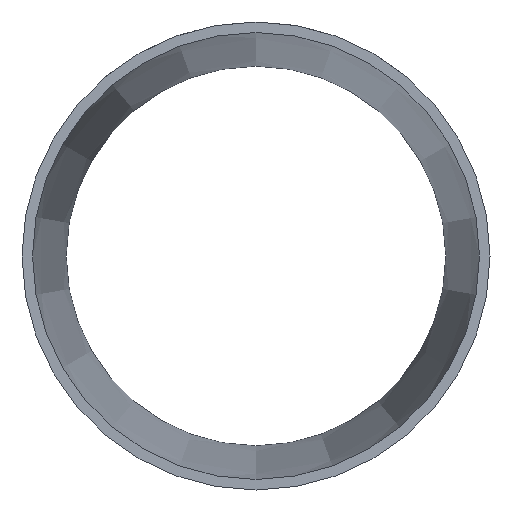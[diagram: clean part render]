
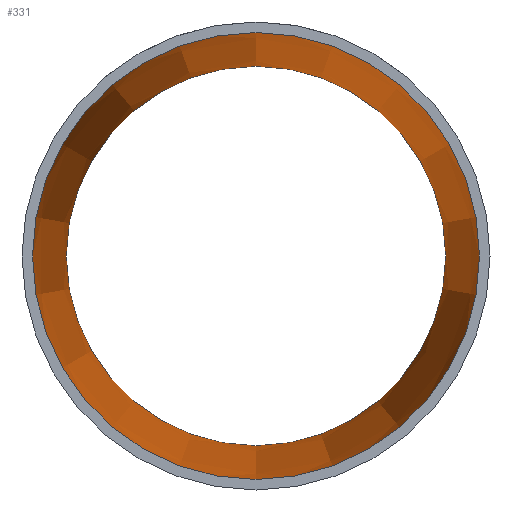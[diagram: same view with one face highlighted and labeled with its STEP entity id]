
A CAD part, front view. The second image highlights one B-rep face of the part: STEP entity #331.
In plain terms, the highlighted conical face has half-angle 2.443 degrees and reference radius 42.448 mm.
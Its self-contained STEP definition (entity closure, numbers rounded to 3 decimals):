
#331 = ADVANCED_FACE ( 'NONE', ( #4626, #16532 ), #30126, .F. ) ;
#957 = CIRCLE ( 'NONE', #20893, 36.048 ) ;
#1416 = CARTESIAN_POINT ( 'NONE',  ( 0., 0., 0. ) ) ;
#4233 = EDGE_CURVE ( 'NONE', #10573, #10573, #7527, .T. ) ;
#4626 = FACE_BOUND ( 'NONE', #31578, .T. ) ;
#6695 = DIRECTION ( 'NONE',  ( 0., 0., -1. ) ) ;
#7527 = CIRCLE ( 'NONE', #34061, 42.448 ) ;
#8008 = EDGE_CURVE ( 'NONE', #19460, #19460, #957, .T. ) ;
#9238 = ORIENTED_EDGE ( 'NONE', *, *, #4233, .T. ) ;
#10295 = DIRECTION ( 'NONE',  ( 0., -1., 0. ) ) ;
#10573 = VERTEX_POINT ( 'NONE', #13579 ) ;
#13579 = CARTESIAN_POINT ( 'NONE',  ( 0., 0., -42.448 ) ) ;
#16129 = EDGE_LOOP ( 'NONE', ( #9238 ) ) ;
#16532 = FACE_OUTER_BOUND ( 'NONE', #16129, .T. ) ;
#19460 = VERTEX_POINT ( 'NONE', #25165 ) ;
#20893 = AXIS2_PLACEMENT_3D ( 'NONE', #25016, #22142, #36132 ) ;
#21839 = DIRECTION ( 'NONE',  ( 0., 0., -1. ) ) ;
#22142 = DIRECTION ( 'NONE',  ( 0., -1., 0. ) ) ;
#25016 = CARTESIAN_POINT ( 'NONE',  ( 0., 150., 0. ) ) ;
#25165 = CARTESIAN_POINT ( 'NONE',  ( 0., 150., -36.048 ) ) ;
#25438 = DIRECTION ( 'NONE',  ( 0., -1., 0. ) ) ;
#30126 = CONICAL_SURFACE ( 'NONE', #36728, 42.448, 0.043 ) ;
#31578 = EDGE_LOOP ( 'NONE', ( #37345 ) ) ;
#33707 = CARTESIAN_POINT ( 'NONE',  ( 0., 0., 0. ) ) ;
#34061 = AXIS2_PLACEMENT_3D ( 'NONE', #1416, #10295, #6695 ) ;
#36132 = DIRECTION ( 'NONE',  ( 0., 0., -1. ) ) ;
#36728 = AXIS2_PLACEMENT_3D ( 'NONE', #33707, #25438, #21839 ) ;
#37345 = ORIENTED_EDGE ( 'NONE', *, *, #8008, .F. ) ;
